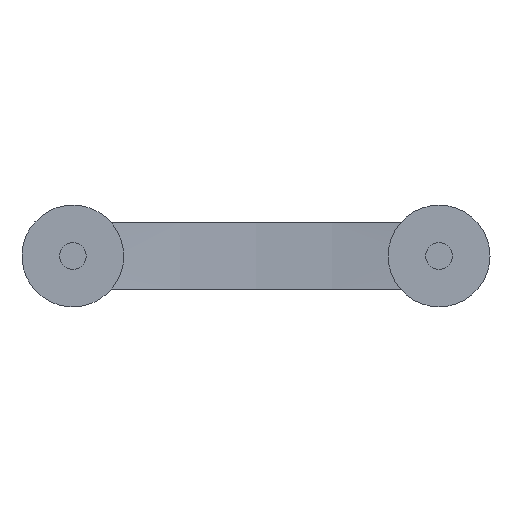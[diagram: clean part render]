
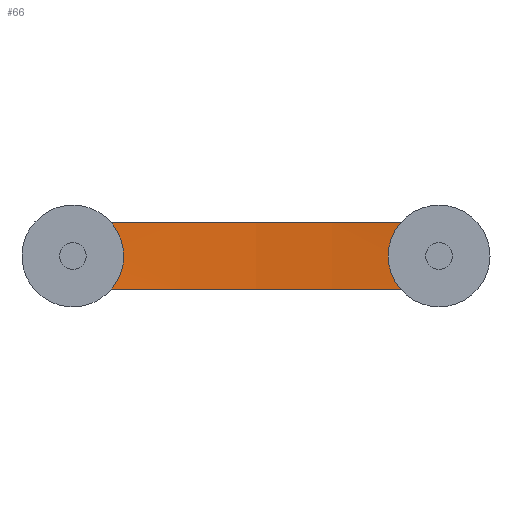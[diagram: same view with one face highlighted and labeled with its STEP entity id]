
A CAD part, front view. The second image highlights one B-rep face of the part: STEP entity #66.
In plain terms, the highlighted cylindrical face has radius 298.16 mm (diameter 596.32 mm), a partial arc.
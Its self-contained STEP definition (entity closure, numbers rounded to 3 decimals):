
#66 = ADVANCED_FACE( '', ( #139 ), #140, .F. );
#139 = FACE_OUTER_BOUND( '', #210, .T. );
#140 = CYLINDRICAL_SURFACE( '', #211, 298.16 );
#210 = EDGE_LOOP( '', ( #316, #317, #318, #319 ) );
#211 = AXIS2_PLACEMENT_3D( '', #320, #321, #322 );
#316 = ORIENTED_EDGE( '', *, *, #392, .F. );
#317 = ORIENTED_EDGE( '', *, *, #381, .T. );
#318 = ORIENTED_EDGE( '', *, *, #395, .T. );
#319 = ORIENTED_EDGE( '', *, *, #396, .F. );
#320 = CARTESIAN_POINT( '', ( 59.75, -268.96, 8.5 ) );
#321 = DIRECTION( '', ( 0., 0., 1. ) );
#322 = DIRECTION( '', ( -1., 0., 0. ) );
#381 = EDGE_CURVE( '', #441, #439, #442, .T. );
#392 = EDGE_CURVE( '', #441, #456, #458, .T. );
#395 = EDGE_CURVE( '', #439, #461, #462, .T. );
#396 = EDGE_CURVE( '', #456, #461, #463, .T. );
#439 = VERTEX_POINT( '', #657 );
#441 = VERTEX_POINT( '', #662 );
#442 = B_SPLINE_CURVE_WITH_KNOTS( '', 3, ( #663, #664, #665, #666, #667, #668, #669, #670, #671, #672, #673, #674, #675, #676, #677, #678, #679, #680, #681, #682, #683, #684, #685, #686, #687, #688 ), .UNSPECIFIED., .F., .F., ( 4, 2, 2, 2, 2, 2, 2, 2, 2, 2, 2, 2, 4 ), ( 0., 0.002, 0.004, 0.005, 0.007, 0.008, 0.009, 0.011, 0.012, 0.014, 0.015, 0.017, 0.019 ), .UNSPECIFIED. );
#456 = VERTEX_POINT( '', #705 );
#458 = CIRCLE( '', #710, 298.16 );
#461 = VERTEX_POINT( '', #713 );
#462 = CIRCLE( '', #714, 298.16 );
#463 = B_SPLINE_CURVE_WITH_KNOTS( '', 3, ( #715, #716, #717, #718, #719, #720, #721, #722, #723, #724, #725, #726, #727, #728, #729, #730, #731, #732, #733, #734, #735, #736, #737, #738, #739, #740 ), .UNSPECIFIED., .F., .F., ( 4, 2, 2, 2, 2, 2, 2, 2, 2, 2, 2, 2, 4 ), ( 0., 0.002, 0.004, 0.005, 0.007, 0.008, 0.009, 0.011, 0.012, 0.014, 0.015, 0.017, 0.019 ), .UNSPECIFIED. );
#657 = CARTESIAN_POINT( '', ( 98.602, 26.658, 8.5 ) );
#662 = CARTESIAN_POINT( '', ( 98.602, 26.658, -8.5 ) );
#663 = CARTESIAN_POINT( '', ( 98.602, 26.658, -8.5 ) );
#664 = CARTESIAN_POINT( '', ( 98.02, 26.734, -7.953 ) );
#665 = CARTESIAN_POINT( '', ( 97.502, 26.801, -7.357 ) );
#666 = CARTESIAN_POINT( '', ( 96.821, 26.887, -6.389 ) );
#667 = CARTESIAN_POINT( '', ( 96.609, 26.913, -6.054 ) );
#668 = CARTESIAN_POINT( '', ( 96.219, 26.961, -5.359 ) );
#669 = CARTESIAN_POINT( '', ( 96.041, 26.983, -4.999 ) );
#670 = CARTESIAN_POINT( '', ( 95.567, 27.041, -3.907 ) );
#671 = CARTESIAN_POINT( '', ( 95.328, 27.07, -3.153 ) );
#672 = CARTESIAN_POINT( '', ( 95.085, 27.099, -1.986 ) );
#673 = CARTESIAN_POINT( '', ( 95.023, 27.106, -1.588 ) );
#674 = CARTESIAN_POINT( '', ( 94.942, 27.116, -0.795 ) );
#675 = CARTESIAN_POINT( '', ( 94.921, 27.118, -0.399 ) );
#676 = CARTESIAN_POINT( '', ( 94.921, 27.118, 0.393 ) );
#677 = CARTESIAN_POINT( '', ( 94.941, 27.116, 0.788 ) );
#678 = CARTESIAN_POINT( '', ( 95.022, 27.106, 1.577 ) );
#679 = CARTESIAN_POINT( '', ( 95.082, 27.099, 1.973 ) );
#680 = CARTESIAN_POINT( '', ( 95.326, 27.07, 3.148 ) );
#681 = CARTESIAN_POINT( '', ( 95.566, 27.041, 3.902 ) );
#682 = CARTESIAN_POINT( '', ( 96.037, 26.984, 4.991 ) );
#683 = CARTESIAN_POINT( '', ( 96.213, 26.962, 5.347 ) );
#684 = CARTESIAN_POINT( '', ( 96.603, 26.914, 6.044 ) );
#685 = CARTESIAN_POINT( '', ( 96.817, 26.887, 6.383 ) );
#686 = CARTESIAN_POINT( '', ( 97.501, 26.801, 7.355 ) );
#687 = CARTESIAN_POINT( '', ( 98.02, 26.734, 7.953 ) );
#688 = CARTESIAN_POINT( '', ( 98.602, 26.658, 8.5 ) );
#705 = CARTESIAN_POINT( '', ( 20.898, 26.658, -8.5 ) );
#710 = AXIS2_PLACEMENT_3D( '', #793, #794, #795 );
#713 = CARTESIAN_POINT( '', ( 20.898, 26.658, 8.5 ) );
#714 = AXIS2_PLACEMENT_3D( '', #796, #797, #798 );
#715 = CARTESIAN_POINT( '', ( 20.898, 26.658, -8.5 ) );
#716 = CARTESIAN_POINT( '', ( 21.48, 26.734, -7.953 ) );
#717 = CARTESIAN_POINT( '', ( 21.998, 26.801, -7.357 ) );
#718 = CARTESIAN_POINT( '', ( 22.679, 26.887, -6.389 ) );
#719 = CARTESIAN_POINT( '', ( 22.891, 26.913, -6.054 ) );
#720 = CARTESIAN_POINT( '', ( 23.281, 26.961, -5.359 ) );
#721 = CARTESIAN_POINT( '', ( 23.459, 26.983, -4.999 ) );
#722 = CARTESIAN_POINT( '', ( 23.933, 27.041, -3.907 ) );
#723 = CARTESIAN_POINT( '', ( 24.172, 27.07, -3.153 ) );
#724 = CARTESIAN_POINT( '', ( 24.415, 27.099, -1.986 ) );
#725 = CARTESIAN_POINT( '', ( 24.477, 27.106, -1.588 ) );
#726 = CARTESIAN_POINT( '', ( 24.558, 27.116, -0.795 ) );
#727 = CARTESIAN_POINT( '', ( 24.579, 27.118, -0.399 ) );
#728 = CARTESIAN_POINT( '', ( 24.579, 27.118, 0.393 ) );
#729 = CARTESIAN_POINT( '', ( 24.559, 27.116, 0.788 ) );
#730 = CARTESIAN_POINT( '', ( 24.478, 27.106, 1.577 ) );
#731 = CARTESIAN_POINT( '', ( 24.418, 27.099, 1.973 ) );
#732 = CARTESIAN_POINT( '', ( 24.174, 27.07, 3.148 ) );
#733 = CARTESIAN_POINT( '', ( 23.934, 27.041, 3.902 ) );
#734 = CARTESIAN_POINT( '', ( 23.463, 26.984, 4.991 ) );
#735 = CARTESIAN_POINT( '', ( 23.287, 26.962, 5.347 ) );
#736 = CARTESIAN_POINT( '', ( 22.897, 26.914, 6.044 ) );
#737 = CARTESIAN_POINT( '', ( 22.683, 26.887, 6.383 ) );
#738 = CARTESIAN_POINT( '', ( 21.999, 26.801, 7.355 ) );
#739 = CARTESIAN_POINT( '', ( 21.48, 26.734, 7.953 ) );
#740 = CARTESIAN_POINT( '', ( 20.898, 26.658, 8.5 ) );
#793 = CARTESIAN_POINT( '', ( 59.75, -268.96, -8.5 ) );
#794 = DIRECTION( '', ( 0., 0., 1. ) );
#795 = DIRECTION( '', ( 1., 0., 0. ) );
#796 = CARTESIAN_POINT( '', ( 59.75, -268.96, 8.5 ) );
#797 = DIRECTION( '', ( 0., 0., 1. ) );
#798 = DIRECTION( '', ( 1., 0., 0. ) );
